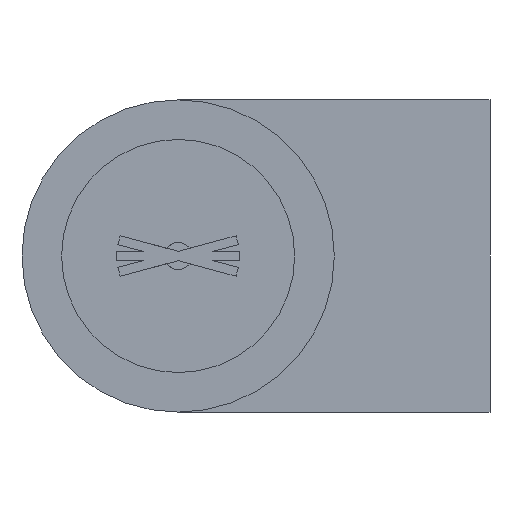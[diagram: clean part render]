
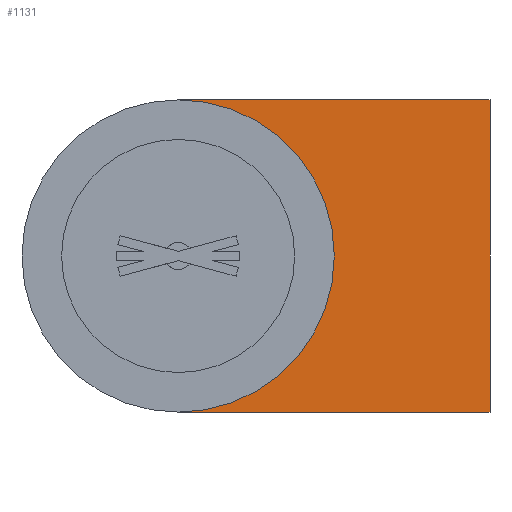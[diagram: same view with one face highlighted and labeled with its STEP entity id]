
A CAD part, left-side view. The second image highlights one B-rep face of the part: STEP entity #1131.
In plain terms, the highlighted planar face has unit normal (-1, 0, 0).
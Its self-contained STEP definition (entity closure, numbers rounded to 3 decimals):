
#39=CIRCLE('',#1267,8.675);
#117=LINE('',#1976,#215);
#118=LINE('',#1980,#216);
#119=LINE('',#1981,#217);
#215=VECTOR('',#1566,10.);
#216=VECTOR('',#1569,10.);
#217=VECTOR('',#1570,10.);
#274=PLANE('',#1266);
#336=FACE_OUTER_BOUND('',#404,.T.);
#404=EDGE_LOOP('',(#1013,#1014,#1015,#1016));
#553=VERTEX_POINT('',#1974);
#554=VERTEX_POINT('',#1975);
#555=VERTEX_POINT('',#1977);
#556=VERTEX_POINT('',#1979);
#709=EDGE_CURVE('',#553,#554,#117,.T.);
#710=EDGE_CURVE('',#553,#555,#39,.T.);
#711=EDGE_CURVE('',#556,#555,#118,.T.);
#712=EDGE_CURVE('',#554,#556,#119,.T.);
#1013=ORIENTED_EDGE('',*,*,#709,.F.);
#1014=ORIENTED_EDGE('',*,*,#710,.T.);
#1015=ORIENTED_EDGE('',*,*,#711,.F.);
#1016=ORIENTED_EDGE('',*,*,#712,.F.);
#1131=ADVANCED_FACE('',(#336),#274,.T.);
#1266=AXIS2_PLACEMENT_3D('',#1973,#1564,#1565);
#1267=AXIS2_PLACEMENT_3D('',#1978,#1567,#1568);
#1564=DIRECTION('center_axis',(-1.,0.,0.));
#1565=DIRECTION('ref_axis',(0.,0.,1.));
#1566=DIRECTION('',(0.,-1.,0.));
#1567=DIRECTION('center_axis',(1.,0.,0.));
#1568=DIRECTION('ref_axis',(0.,0.,-1.));
#1569=DIRECTION('',(0.,1.,0.));
#1570=DIRECTION('',(0.,0.,-1.));
#1973=CARTESIAN_POINT('Origin',(-10.62,-9.851,0.));
#1974=CARTESIAN_POINT('',(-10.62,0.,8.675));
#1975=CARTESIAN_POINT('',(-10.62,-17.325,8.675));
#1976=CARTESIAN_POINT('',(-10.62,0.,8.675));
#1977=CARTESIAN_POINT('',(-10.62,0.,-8.675));
#1978=CARTESIAN_POINT('Origin',(-10.62,0.,0.));
#1979=CARTESIAN_POINT('',(-10.62,-17.325,-8.675));
#1980=CARTESIAN_POINT('',(-10.62,-17.325,-8.675));
#1981=CARTESIAN_POINT('',(-10.62,-17.325,8.675));
